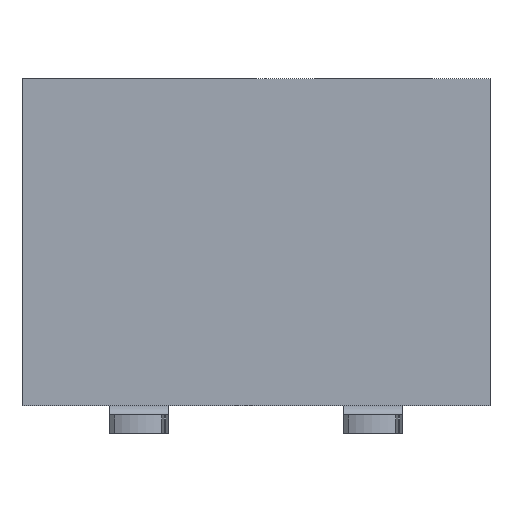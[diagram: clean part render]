
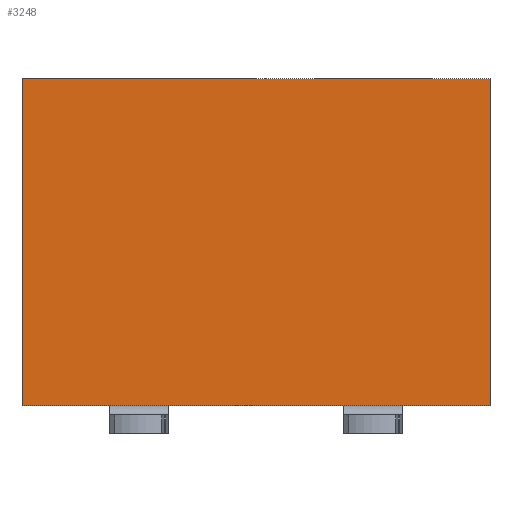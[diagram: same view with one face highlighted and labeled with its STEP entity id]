
A CAD part, left-side view. The second image highlights one B-rep face of the part: STEP entity #3248.
In plain terms, the highlighted planar face has unit normal (-1, 0, 0).
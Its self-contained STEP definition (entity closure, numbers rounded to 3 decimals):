
#211=FACE_OUTER_BOUND('',#393,.T.);
#393=EDGE_LOOP('',(#2634,#2635,#2636,#2637));
#430=LINE('',#4303,#830);
#596=LINE('',#4680,#996);
#779=LINE('',#5045,#1179);
#780=LINE('',#5046,#1180);
#830=VECTOR('',#3501,10.);
#996=VECTOR('',#3823,10.);
#1179=VECTOR('',#4172,10.);
#1180=VECTOR('',#4173,10.);
#1230=VERTEX_POINT('',#4300);
#1231=VERTEX_POINT('',#4302);
#1364=VERTEX_POINT('',#4678);
#1463=VERTEX_POINT('',#5044);
#1502=EDGE_CURVE('',#1230,#1231,#430,.T.);
#1684=EDGE_CURVE('',#1231,#1364,#596,.T.);
#1867=EDGE_CURVE('',#1364,#1463,#779,.T.);
#1868=EDGE_CURVE('',#1463,#1230,#780,.T.);
#2634=ORIENTED_EDGE('',*,*,#1867,.F.);
#2635=ORIENTED_EDGE('',*,*,#1684,.F.);
#2636=ORIENTED_EDGE('',*,*,#1502,.F.);
#2637=ORIENTED_EDGE('',*,*,#1868,.F.);
#2907=PLANE('',#3456);
#3248=ADVANCED_FACE('',(#211),#2907,.F.);
#3456=AXIS2_PLACEMENT_3D('',#5043,#4170,#4171);
#3501=DIRECTION('',(0.,0.,-1.));
#3823=DIRECTION('',(0.,1.,0.));
#4170=DIRECTION('center_axis',(1.,0.,0.));
#4171=DIRECTION('ref_axis',(0.,0.,-1.));
#4172=DIRECTION('',(0.,0.,1.));
#4173=DIRECTION('',(0.,-1.,0.));
#4300=CARTESIAN_POINT('',(-2.5,-2.54,3.85));
#4302=CARTESIAN_POINT('',(-2.5,-2.54,0.3));
#4303=CARTESIAN_POINT('',(-2.5,-2.54,-0.613));
#4678=CARTESIAN_POINT('',(-2.5,2.54,0.3));
#4680=CARTESIAN_POINT('',(-2.5,0.,0.3));
#5043=CARTESIAN_POINT('Origin',(-2.5,20.32,-3.15));
#5044=CARTESIAN_POINT('',(-2.5,2.54,3.85));
#5045=CARTESIAN_POINT('',(-2.5,2.54,-0.613));
#5046=CARTESIAN_POINT('',(-2.5,0.,3.85));
